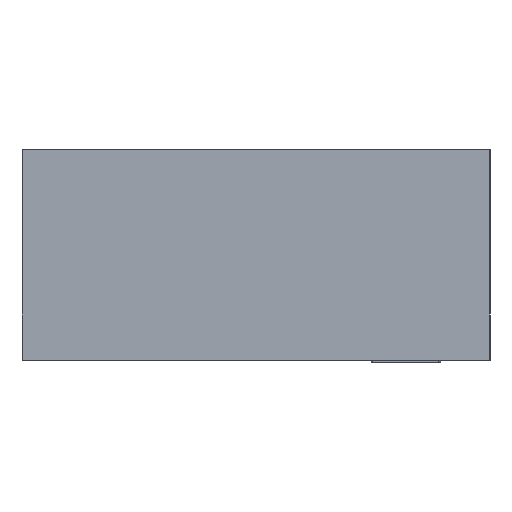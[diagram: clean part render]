
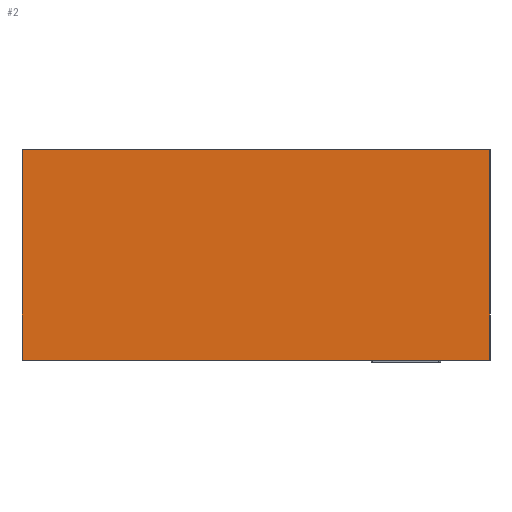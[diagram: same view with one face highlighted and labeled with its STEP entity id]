
A CAD part, left-side view. The second image highlights one B-rep face of the part: STEP entity #2.
In plain terms, the highlighted planar face has unit normal (-1, 0, 0).
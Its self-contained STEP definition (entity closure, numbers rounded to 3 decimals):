
#2 = ADVANCED_FACE ( 'NONE', ( #5898 ), #4689, .F. ) ;
#417 = AXIS2_PLACEMENT_3D ( 'NONE', #7958, #7265, #5200 ) ;
#450 = EDGE_CURVE ( 'NONE', #8366, #5956, #1103, .T. ) ;
#473 = CARTESIAN_POINT ( 'NONE',  ( 0., 0., -0.8 ) ) ;
#858 = ORIENTED_EDGE ( 'NONE', *, *, #6388, .T. ) ;
#868 = CARTESIAN_POINT ( 'NONE',  ( 0., 2., -0.8 ) ) ;
#1043 = EDGE_CURVE ( 'NONE', #5730, #2453, #4938, .T. ) ;
#1103 = LINE ( 'NONE', #473, #2416 ) ;
#1242 = VECTOR ( 'NONE', #2515, 1000. ) ;
#1387 = LINE ( 'NONE', #2540, #5963 ) ;
#2416 = VECTOR ( 'NONE', #3060, 1000. ) ;
#2453 = VERTEX_POINT ( 'NONE', #4831 ) ;
#2515 = DIRECTION ( 'NONE',  ( 0., 0., 1. ) ) ;
#2540 = CARTESIAN_POINT ( 'NONE',  ( 0., 2., -0.8 ) ) ;
#2672 = DIRECTION ( 'NONE',  ( 0., 0., 1. ) ) ;
#3060 = DIRECTION ( 'NONE',  ( 0., -1., 0. ) ) ;
#3375 = EDGE_CURVE ( 'NONE', #8366, #5730, #1387, .T. ) ;
#4486 = ORIENTED_EDGE ( 'NONE', *, *, #1043, .F. ) ;
#4689 = PLANE ( 'NONE',  #417 ) ;
#4696 = EDGE_LOOP ( 'NONE', ( #6473, #7441, #858, #4486 ) ) ;
#4831 = CARTESIAN_POINT ( 'NONE',  ( 0., 0., 0.1 ) ) ;
#4938 = LINE ( 'NONE', #6754, #6653 ) ;
#5200 = DIRECTION ( 'NONE',  ( 0., 0., -1. ) ) ;
#5268 = LINE ( 'NONE', #6604, #1242 ) ;
#5337 = CARTESIAN_POINT ( 'NONE',  ( 0., 0., -0.8 ) ) ;
#5730 = VERTEX_POINT ( 'NONE', #7370 ) ;
#5898 = FACE_OUTER_BOUND ( 'NONE', #4696, .T. ) ;
#5956 = VERTEX_POINT ( 'NONE', #5337 ) ;
#5963 = VECTOR ( 'NONE', #2672, 1000. ) ;
#6388 = EDGE_CURVE ( 'NONE', #5956, #2453, #5268, .T. ) ;
#6473 = ORIENTED_EDGE ( 'NONE', *, *, #3375, .F. ) ;
#6604 = CARTESIAN_POINT ( 'NONE',  ( 0., 0., -0.8 ) ) ;
#6653 = VECTOR ( 'NONE', #8047, 1000. ) ;
#6754 = CARTESIAN_POINT ( 'NONE',  ( 0., 0., 0.1 ) ) ;
#7265 = DIRECTION ( 'NONE',  ( 1., 0., 0. ) ) ;
#7370 = CARTESIAN_POINT ( 'NONE',  ( 0., 2., 0.1 ) ) ;
#7441 = ORIENTED_EDGE ( 'NONE', *, *, #450, .T. ) ;
#7958 = CARTESIAN_POINT ( 'NONE',  ( 0., 0., -0.8 ) ) ;
#8047 = DIRECTION ( 'NONE',  ( 0., -1., 0. ) ) ;
#8366 = VERTEX_POINT ( 'NONE', #868 ) ;
